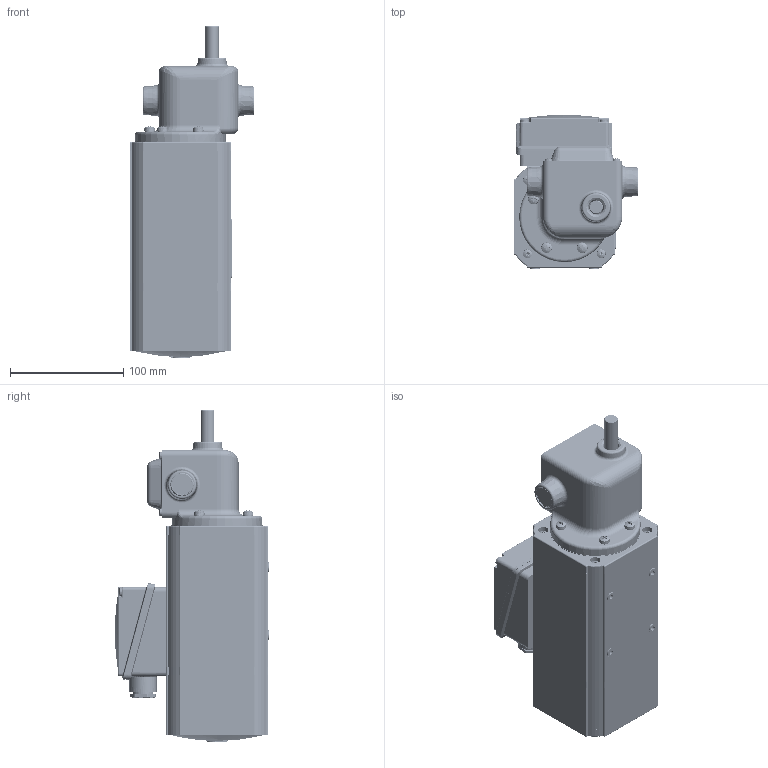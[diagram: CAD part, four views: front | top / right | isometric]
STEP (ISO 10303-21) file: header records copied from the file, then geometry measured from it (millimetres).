
FILE_DESCRIPTION (( 'STEP AP214' ), '1' );
FILE_NAME ('Motor IGKU80-60B mit Getr. Z3.STEP', '2017-12-07T13:39:15', ( 'gfeller' ), ( '' ), 'SwSTEP 2.0', 'SolidWorks 2017', '' );
FILE_SCHEMA (( 'AUTOMOTIVE_DESIGN' ));
Length unit declared in the file: millimetre
Products named in the file (1): Motor IGKU80-60B mit Getr. Z3
Bounding box: 110.5 x 136.43 x 293.5 mm (x, y, z)
Volume: 627184.7 mm3; surface area: 404237 mm2
Topology: 132 solids, 133 shells, 4909 faces, 11519 edges, 6827 vertices
Faces by surface type: cylinder 1692, plane 1682, cone 807, torus 416, sphere 160, bspline 152
Entity records: 205285 total; most frequent: CARTESIAN_POINT 37948, DIRECTION 24565, ORIENTED_EDGE 22578, EDGE_CURVE 11289, AXIS2_PLACEMENT_3D 9791, VERTEX_POINT 6826, EDGE_LOOP 5405, UNCERTAINTY_MEASURE_WITH_UNIT 5043
